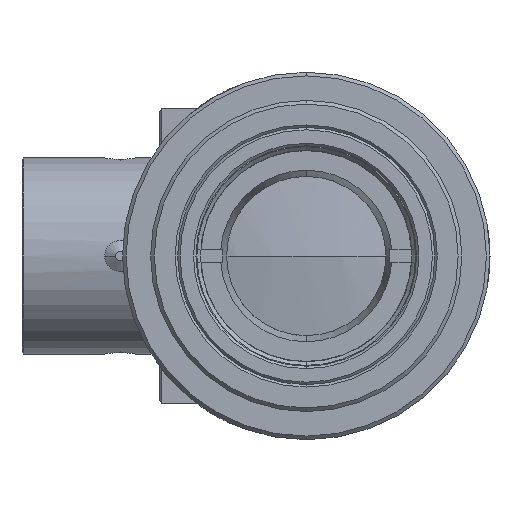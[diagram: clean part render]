
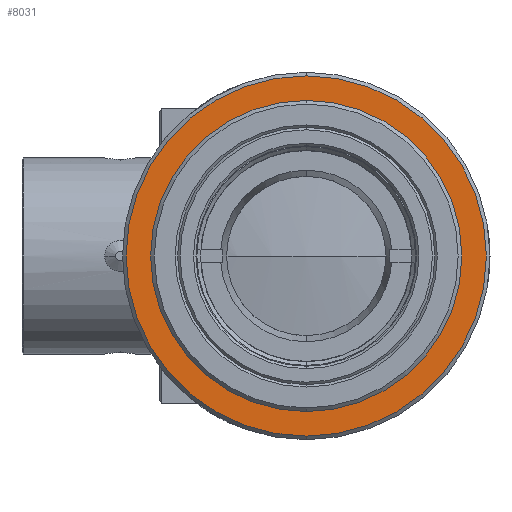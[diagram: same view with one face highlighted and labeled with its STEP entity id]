
A CAD part, front view. The second image highlights one B-rep face of the part: STEP entity #8031.
In plain terms, the highlighted face is planar.
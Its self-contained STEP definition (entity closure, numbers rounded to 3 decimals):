
#8004 = VERTEX_POINT('',#8005);
#8005 = CARTESIAN_POINT('',(87.724,16.389,12.)
  );
#8013 = VERTEX_POINT('',#8014);
#8014 = CARTESIAN_POINT('',(87.724,16.389,-12.
    ));
#8020 = EDGE_CURVE('',#8004,#8013,#8021,.T.);
#8021 = CIRCLE('',#8022,12.);
#8022 = AXIS2_PLACEMENT_3D('',#8023,#8024,#8025);
#8023 = CARTESIAN_POINT('',(87.724,16.389,0.));
#8024 = DIRECTION('',(-1.,0.,0.));
#8025 = DIRECTION('',(0.,0.,1.));
#8031 = ADVANCED_FACE('',(#8032,#8052),#8062,.T.);
#8032 = FACE_BOUND('',#8033,.F.);
#8033 = EDGE_LOOP('',(#8034,#8045));
#8034 = ORIENTED_EDGE('',*,*,#8035,.F.);
#8035 = EDGE_CURVE('',#8036,#8038,#8040,.T.);
#8036 = VERTEX_POINT('',#8037);
#8037 = CARTESIAN_POINT('',(87.724,16.389,
    -14.705));
#8038 = VERTEX_POINT('',#8039);
#8039 = CARTESIAN_POINT('',(87.724,16.389,14.705
    ));
#8040 = CIRCLE('',#8041,14.705);
#8041 = AXIS2_PLACEMENT_3D('',#8042,#8043,#8044);
#8042 = CARTESIAN_POINT('',(87.724,16.389,0.));
#8043 = DIRECTION('',(1.,0.,0.));
#8044 = DIRECTION('',(0.,0.,-1.));
#8045 = ORIENTED_EDGE('',*,*,#8046,.F.);
#8046 = EDGE_CURVE('',#8038,#8036,#8047,.T.);
#8047 = CIRCLE('',#8048,14.705);
#8048 = AXIS2_PLACEMENT_3D('',#8049,#8050,#8051);
#8049 = CARTESIAN_POINT('',(87.724,16.389,0.));
#8050 = DIRECTION('',(1.,0.,-0.));
#8051 = DIRECTION('',(0.,0.,1.));
#8052 = FACE_BOUND('',#8053,.F.);
#8053 = EDGE_LOOP('',(#8054,#8055));
#8054 = ORIENTED_EDGE('',*,*,#8020,.F.);
#8055 = ORIENTED_EDGE('',*,*,#8056,.F.);
#8056 = EDGE_CURVE('',#8013,#8004,#8057,.T.);
#8057 = CIRCLE('',#8058,12.);
#8058 = AXIS2_PLACEMENT_3D('',#8059,#8060,#8061);
#8059 = CARTESIAN_POINT('',(87.724,16.389,0.));
#8060 = DIRECTION('',(-1.,0.,0.));
#8061 = DIRECTION('',(0.,0.,-1.));
#8062 = PLANE('',#8063);
#8063 = AXIS2_PLACEMENT_3D('',#8064,#8065,#8066);
#8064 = CARTESIAN_POINT('',(87.724,31.093,0.));
#8065 = DIRECTION('',(1.,0.,0.));
#8066 = DIRECTION('',(0.,0.,-1.));
